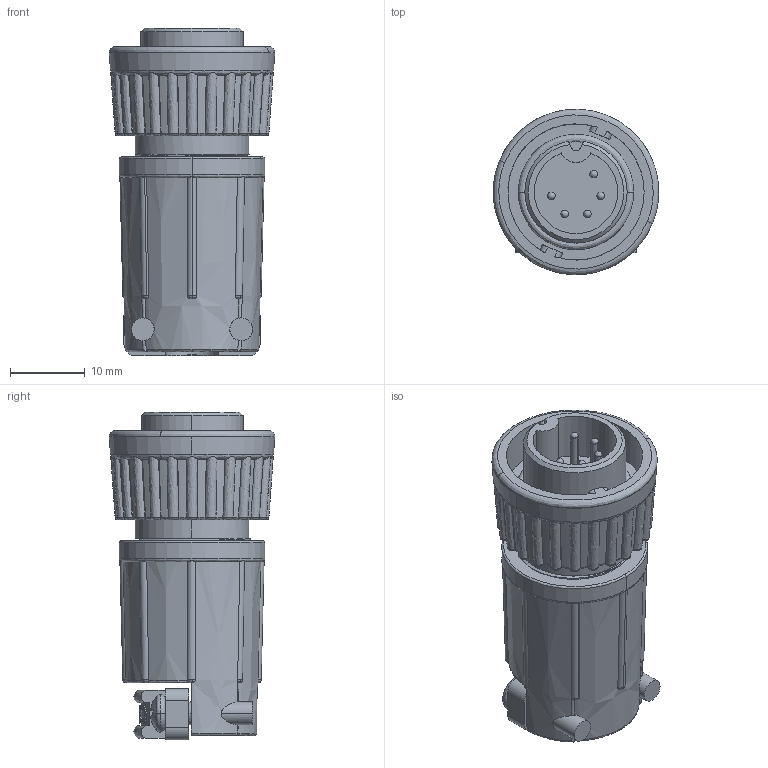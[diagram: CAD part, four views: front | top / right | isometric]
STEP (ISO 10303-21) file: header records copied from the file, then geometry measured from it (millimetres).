
FILE_DESCRIPTION (( 'STEP AP203' ), '1' );
FILE_NAME ('3280-5PG-515.STEP', '2015-08-28T13:13:26', ( '' ), ( '' ), 'SwSTEP 2.0', 'SolidWorks 2014', '' );
FILE_SCHEMA (( 'CONFIG_CONTROL_DESIGN' ));
Length unit declared in the file: inch
Products named in the file (1): 3280-5PG-515
Bounding box: 22.22 x 22.21 x 43.97 mm (x, y, z)
Volume: 9968.5 mm3; surface area: 5219.7 mm2
Topology: 1 solids, 1 shells, 431 faces, 1229 edges, 809 vertices
Faces by surface type: bspline 179, plane 143, cylinder 72, cone 37
Entity records: 20878 total; most frequent: CARTESIAN_POINT 11566, ORIENTED_EDGE 2434, DIRECTION 1325, EDGE_CURVE 1217, VERTEX_POINT 809, AXIS2_PLACEMENT_3D 530, B_SPLINE_CURVE_WITH_KNOTS 502, EDGE_LOOP 454
